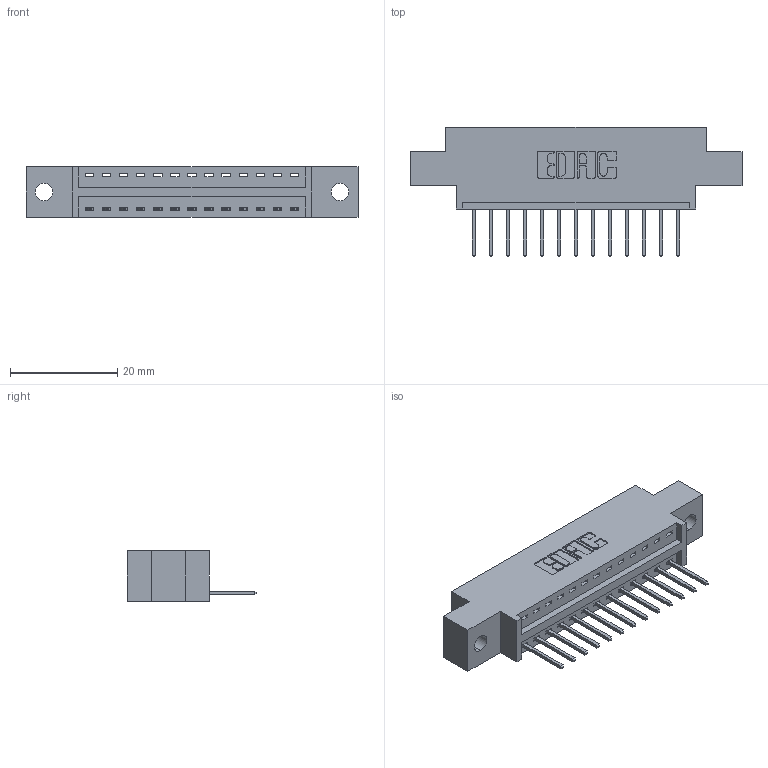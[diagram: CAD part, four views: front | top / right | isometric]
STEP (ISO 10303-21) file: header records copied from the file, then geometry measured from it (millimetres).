
FILE_DESCRIPTION (( 'STEP AP203' ), '1' );
FILE_NAME ('346-013-526-602.STEP', '2022-05-05T04:33:32', ( '' ), ( '' ), 'SwSTEP 2.0', 'SolidWorks 2020', '' );
FILE_SCHEMA (( 'CONFIG_CONTROL_DESIGN' ));
Length unit declared in the file: inch
Products named in the file (3): 345-292-001_345-293-126; 346-013-526-602; 346 Part_0.170 Offset - 0.128 Dia
Assembly tree (14 placements, depth 2):
  346-013-526-602
    346 Part_0.170 Offset - 0.128 Dia
    345-292-001_345-293-126  x13
Bounding box: 61.85 x 24.13 x 9.4 mm (x, y, z)
Volume: 5518.9 mm3; surface area: 6461.4 mm2
Topology: 14 solids, 14 shells, 880 faces, 2629 edges, 1734 vertices
Faces by surface type: plane 600, cylinder 280
Entity records: 12125 total; most frequent: CARTESIAN_POINT 2095, ORIENTED_EDGE 2042, DIRECTION 1883, EDGE_CURVE 1021, VECTOR 837, LINE 837, VERTEX_POINT 678, AXIS2_PLACEMENT_3D 523
